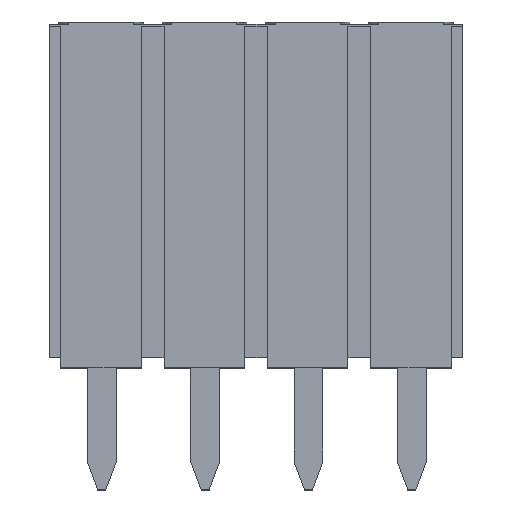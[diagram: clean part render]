
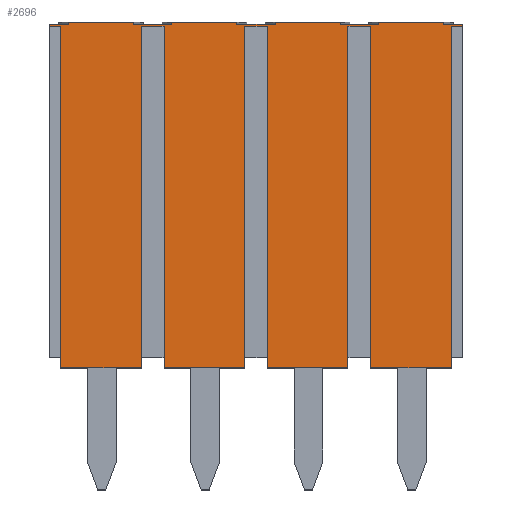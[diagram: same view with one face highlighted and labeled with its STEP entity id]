
A CAD part, top view. The second image highlights one B-rep face of the part: STEP entity #2696.
In plain terms, the highlighted planar face has unit normal (0, 0, 1).
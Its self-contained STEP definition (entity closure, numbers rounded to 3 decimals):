
#122=FACE_OUTER_BOUND('',#275,.T.);
#275=EDGE_LOOP('',(#2171,#2172,#2173,#2174,#2175,#2176,#2177,#2178,#2179,
#2180,#2181,#2182,#2183,#2184,#2185,#2186,#2187,#2188,#2189,#2190,#2191,
#2192,#2193,#2194,#2195,#2196,#2197,#2198,#2199,#2200,#2201,#2202,#2203,
#2204,#2205,#2206));
#348=LINE('',#3636,#724);
#354=LINE('',#3648,#730);
#359=LINE('',#3657,#735);
#364=LINE('',#3666,#740);
#382=LINE('',#3704,#758);
#392=LINE('',#3723,#768);
#397=LINE('',#3733,#773);
#403=LINE('',#3744,#779);
#407=LINE('',#3753,#783);
#424=LINE('',#3789,#800);
#429=LINE('',#3798,#805);
#434=LINE('',#3807,#810);
#452=LINE('',#3845,#828);
#462=LINE('',#3864,#838);
#467=LINE('',#3874,#843);
#473=LINE('',#3885,#849);
#477=LINE('',#3894,#853);
#494=LINE('',#3930,#870);
#499=LINE('',#3939,#875);
#504=LINE('',#3948,#880);
#522=LINE('',#3986,#898);
#532=LINE('',#4005,#908);
#537=LINE('',#4015,#913);
#543=LINE('',#4026,#919);
#547=LINE('',#4035,#923);
#568=LINE('',#4078,#944);
#574=LINE('',#4090,#950);
#591=LINE('',#4122,#967);
#594=LINE('',#4128,#970);
#596=LINE('',#4132,#972);
#597=LINE('',#4133,#973);
#598=LINE('',#4134,#974);
#599=LINE('',#4136,#975);
#600=LINE('',#4138,#976);
#601=LINE('',#4140,#977);
#602=LINE('',#4141,#978);
#724=VECTOR('',#2946,10.);
#730=VECTOR('',#2956,10.);
#735=VECTOR('',#2965,10.);
#740=VECTOR('',#2972,10.);
#758=VECTOR('',#3004,10.);
#768=VECTOR('',#3018,10.);
#773=VECTOR('',#3027,10.);
#779=VECTOR('',#3039,10.);
#783=VECTOR('',#3051,10.);
#800=VECTOR('',#3080,10.);
#805=VECTOR('',#3089,10.);
#810=VECTOR('',#3096,10.);
#828=VECTOR('',#3128,10.);
#838=VECTOR('',#3142,10.);
#843=VECTOR('',#3151,10.);
#849=VECTOR('',#3163,10.);
#853=VECTOR('',#3175,10.);
#870=VECTOR('',#3204,10.);
#875=VECTOR('',#3213,10.);
#880=VECTOR('',#3220,10.);
#898=VECTOR('',#3252,10.);
#908=VECTOR('',#3266,10.);
#913=VECTOR('',#3275,10.);
#919=VECTOR('',#3287,10.);
#923=VECTOR('',#3299,10.);
#944=VECTOR('',#3334,10.);
#950=VECTOR('',#3344,10.);
#967=VECTOR('',#3369,10.);
#970=VECTOR('',#3374,10.);
#972=VECTOR('',#3378,10.);
#973=VECTOR('',#3379,10.);
#974=VECTOR('',#3380,10.);
#975=VECTOR('',#3381,10.);
#976=VECTOR('',#3382,10.);
#977=VECTOR('',#3383,10.);
#978=VECTOR('',#3384,10.);
#1098=VERTEX_POINT('',#3633);
#1099=VERTEX_POINT('',#3635);
#1102=VERTEX_POINT('',#3645);
#1103=VERTEX_POINT('',#3647);
#1105=VERTEX_POINT('',#3656);
#1108=VERTEX_POINT('',#3664);
#1120=VERTEX_POINT('',#3702);
#1121=VERTEX_POINT('',#3703);
#1128=VERTEX_POINT('',#3721);
#1131=VERTEX_POINT('',#3730);
#1146=VERTEX_POINT('',#3786);
#1147=VERTEX_POINT('',#3788);
#1149=VERTEX_POINT('',#3797);
#1152=VERTEX_POINT('',#3805);
#1164=VERTEX_POINT('',#3843);
#1165=VERTEX_POINT('',#3844);
#1172=VERTEX_POINT('',#3862);
#1175=VERTEX_POINT('',#3871);
#1190=VERTEX_POINT('',#3927);
#1191=VERTEX_POINT('',#3929);
#1193=VERTEX_POINT('',#3938);
#1196=VERTEX_POINT('',#3946);
#1208=VERTEX_POINT('',#3984);
#1209=VERTEX_POINT('',#3985);
#1216=VERTEX_POINT('',#4003);
#1219=VERTEX_POINT('',#4012);
#1236=VERTEX_POINT('',#4075);
#1237=VERTEX_POINT('',#4077);
#1240=VERTEX_POINT('',#4087);
#1241=VERTEX_POINT('',#4089);
#1252=VERTEX_POINT('',#4121);
#1254=VERTEX_POINT('',#4127);
#1255=VERTEX_POINT('',#4131);
#1256=VERTEX_POINT('',#4135);
#1257=VERTEX_POINT('',#4137);
#1258=VERTEX_POINT('',#4139);
#1340=EDGE_CURVE('',#1099,#1098,#348,.T.);
#1346=EDGE_CURVE('',#1102,#1103,#354,.T.);
#1351=EDGE_CURVE('',#1105,#1099,#359,.T.);
#1356=EDGE_CURVE('',#1098,#1108,#364,.T.);
#1374=EDGE_CURVE('',#1120,#1121,#382,.T.);
#1384=EDGE_CURVE('',#1128,#1120,#392,.T.);
#1389=EDGE_CURVE('',#1103,#1131,#397,.T.);
#1395=EDGE_CURVE('',#1108,#1121,#403,.T.);
#1399=EDGE_CURVE('',#1102,#1105,#407,.T.);
#1416=EDGE_CURVE('',#1146,#1147,#424,.T.);
#1421=EDGE_CURVE('',#1131,#1149,#429,.T.);
#1426=EDGE_CURVE('',#1128,#1152,#434,.T.);
#1444=EDGE_CURVE('',#1164,#1165,#452,.T.);
#1454=EDGE_CURVE('',#1172,#1164,#462,.T.);
#1459=EDGE_CURVE('',#1147,#1175,#467,.T.);
#1465=EDGE_CURVE('',#1152,#1165,#473,.T.);
#1469=EDGE_CURVE('',#1146,#1149,#477,.T.);
#1486=EDGE_CURVE('',#1190,#1191,#494,.T.);
#1491=EDGE_CURVE('',#1175,#1193,#499,.T.);
#1496=EDGE_CURVE('',#1172,#1196,#504,.T.);
#1514=EDGE_CURVE('',#1208,#1209,#522,.T.);
#1524=EDGE_CURVE('',#1216,#1208,#532,.T.);
#1529=EDGE_CURVE('',#1191,#1219,#537,.T.);
#1535=EDGE_CURVE('',#1196,#1209,#543,.T.);
#1539=EDGE_CURVE('',#1190,#1193,#547,.T.);
#1560=EDGE_CURVE('',#1236,#1237,#568,.T.);
#1566=EDGE_CURVE('',#1241,#1240,#574,.T.);
#1583=EDGE_CURVE('',#1241,#1252,#591,.T.);
#1586=EDGE_CURVE('',#1219,#1254,#594,.T.);
#1588=EDGE_CURVE('',#1255,#1240,#596,.T.);
#1589=EDGE_CURVE('',#1237,#1255,#597,.T.);
#1590=EDGE_CURVE('',#1236,#1254,#598,.T.);
#1591=EDGE_CURVE('',#1216,#1256,#599,.T.);
#1592=EDGE_CURVE('',#1256,#1257,#600,.T.);
#1593=EDGE_CURVE('',#1258,#1257,#601,.T.);
#1594=EDGE_CURVE('',#1252,#1258,#602,.T.);
#2171=ORIENTED_EDGE('',*,*,#1566,.T.);
#2172=ORIENTED_EDGE('',*,*,#1588,.F.);
#2173=ORIENTED_EDGE('',*,*,#1589,.F.);
#2174=ORIENTED_EDGE('',*,*,#1560,.F.);
#2175=ORIENTED_EDGE('',*,*,#1590,.T.);
#2176=ORIENTED_EDGE('',*,*,#1586,.F.);
#2177=ORIENTED_EDGE('',*,*,#1529,.F.);
#2178=ORIENTED_EDGE('',*,*,#1486,.F.);
#2179=ORIENTED_EDGE('',*,*,#1539,.T.);
#2180=ORIENTED_EDGE('',*,*,#1491,.F.);
#2181=ORIENTED_EDGE('',*,*,#1459,.F.);
#2182=ORIENTED_EDGE('',*,*,#1416,.F.);
#2183=ORIENTED_EDGE('',*,*,#1469,.T.);
#2184=ORIENTED_EDGE('',*,*,#1421,.F.);
#2185=ORIENTED_EDGE('',*,*,#1389,.F.);
#2186=ORIENTED_EDGE('',*,*,#1346,.F.);
#2187=ORIENTED_EDGE('',*,*,#1399,.T.);
#2188=ORIENTED_EDGE('',*,*,#1351,.T.);
#2189=ORIENTED_EDGE('',*,*,#1340,.T.);
#2190=ORIENTED_EDGE('',*,*,#1356,.T.);
#2191=ORIENTED_EDGE('',*,*,#1395,.T.);
#2192=ORIENTED_EDGE('',*,*,#1374,.F.);
#2193=ORIENTED_EDGE('',*,*,#1384,.F.);
#2194=ORIENTED_EDGE('',*,*,#1426,.T.);
#2195=ORIENTED_EDGE('',*,*,#1465,.T.);
#2196=ORIENTED_EDGE('',*,*,#1444,.F.);
#2197=ORIENTED_EDGE('',*,*,#1454,.F.);
#2198=ORIENTED_EDGE('',*,*,#1496,.T.);
#2199=ORIENTED_EDGE('',*,*,#1535,.T.);
#2200=ORIENTED_EDGE('',*,*,#1514,.F.);
#2201=ORIENTED_EDGE('',*,*,#1524,.F.);
#2202=ORIENTED_EDGE('',*,*,#1591,.T.);
#2203=ORIENTED_EDGE('',*,*,#1592,.T.);
#2204=ORIENTED_EDGE('',*,*,#1593,.F.);
#2205=ORIENTED_EDGE('',*,*,#1594,.F.);
#2206=ORIENTED_EDGE('',*,*,#1583,.F.);
#2546=PLANE('',#2864);
#2696=ADVANCED_FACE('',(#122),#2546,.T.);
#2864=AXIS2_PLACEMENT_3D('',#4130,#3376,#3377);
#2946=DIRECTION('',(0.,1.,0.));
#2956=DIRECTION('',(-1.,0.,0.));
#2965=DIRECTION('',(1.,0.,0.));
#2972=DIRECTION('',(-1.,0.,0.));
#3004=DIRECTION('',(1.,0.,0.));
#3018=DIRECTION('',(0.,1.,0.));
#3027=DIRECTION('',(0.,1.,0.));
#3039=DIRECTION('',(0.,1.,0.));
#3051=DIRECTION('',(0.,1.,0.));
#3080=DIRECTION('',(-1.,0.,0.));
#3089=DIRECTION('',(-1.,0.,0.));
#3096=DIRECTION('',(-1.,0.,0.));
#3128=DIRECTION('',(1.,0.,0.));
#3142=DIRECTION('',(0.,1.,0.));
#3151=DIRECTION('',(0.,1.,0.));
#3163=DIRECTION('',(0.,1.,0.));
#3175=DIRECTION('',(0.,1.,0.));
#3204=DIRECTION('',(-1.,0.,0.));
#3213=DIRECTION('',(-1.,0.,0.));
#3220=DIRECTION('',(-1.,0.,0.));
#3252=DIRECTION('',(1.,0.,0.));
#3266=DIRECTION('',(0.,1.,0.));
#3275=DIRECTION('',(0.,1.,0.));
#3287=DIRECTION('',(0.,1.,0.));
#3299=DIRECTION('',(0.,1.,0.));
#3334=DIRECTION('',(-1.,0.,0.));
#3344=DIRECTION('',(0.,-1.,0.));
#3369=DIRECTION('',(1.,0.,0.));
#3374=DIRECTION('',(-1.,0.,0.));
#3376=DIRECTION('center_axis',(0.,0.,1.));
#3377=DIRECTION('ref_axis',(1.,0.,0.));
#3378=DIRECTION('',(-1.,0.,0.));
#3379=DIRECTION('',(0.,1.,0.));
#3380=DIRECTION('',(0.,1.,0.));
#3381=DIRECTION('',(-1.,0.,0.));
#3382=DIRECTION('',(0.,1.,0.));
#3383=DIRECTION('',(1.,0.,0.));
#3384=DIRECTION('',(0.,1.,0.));
#3633=CARTESIAN_POINT('',(10.14,8.45,2.5));
#3635=CARTESIAN_POINT('',(10.14,8.4,2.5));
#3636=CARTESIAN_POINT('',(10.14,0.,2.5));
#3645=CARTESIAN_POINT('',(9.86,0.,2.5));
#3647=CARTESIAN_POINT('',(7.88,0.,2.5));
#3648=CARTESIAN_POINT('',(10.16,0.,2.5));
#3656=CARTESIAN_POINT('',(9.86,8.4,2.5));
#3657=CARTESIAN_POINT('',(9.86,8.4,2.5));
#3664=CARTESIAN_POINT('',(9.67,8.45,2.5));
#3666=CARTESIAN_POINT('',(8.768,8.45,2.5));
#3702=CARTESIAN_POINT('',(8.07,8.5,2.5));
#3703=CARTESIAN_POINT('',(9.67,8.5,2.5));
#3704=CARTESIAN_POINT('',(10.16,8.5,2.5));
#3721=CARTESIAN_POINT('',(8.07,8.45,2.5));
#3723=CARTESIAN_POINT('',(8.07,4.25,2.5));
#3730=CARTESIAN_POINT('',(7.88,8.4,2.5));
#3733=CARTESIAN_POINT('',(7.88,2.125,2.5));
#3744=CARTESIAN_POINT('',(9.67,4.25,2.5));
#3753=CARTESIAN_POINT('',(9.86,2.125,2.5));
#3786=CARTESIAN_POINT('',(7.32,0.,2.5));
#3788=CARTESIAN_POINT('',(5.34,0.,2.5));
#3789=CARTESIAN_POINT('',(7.62,0.,2.5));
#3797=CARTESIAN_POINT('',(7.32,8.4,2.5));
#3798=CARTESIAN_POINT('',(7.88,8.4,2.5));
#3805=CARTESIAN_POINT('',(7.13,8.45,2.5));
#3807=CARTESIAN_POINT('',(6.228,8.45,2.5));
#3843=CARTESIAN_POINT('',(5.53,8.5,2.5));
#3844=CARTESIAN_POINT('',(7.13,8.5,2.5));
#3845=CARTESIAN_POINT('',(7.62,8.5,2.5));
#3862=CARTESIAN_POINT('',(5.53,8.45,2.5));
#3864=CARTESIAN_POINT('',(5.53,4.25,2.5));
#3871=CARTESIAN_POINT('',(5.34,8.4,2.5));
#3874=CARTESIAN_POINT('',(5.34,2.125,2.5));
#3885=CARTESIAN_POINT('',(7.13,4.25,2.5));
#3894=CARTESIAN_POINT('',(7.32,2.125,2.5));
#3927=CARTESIAN_POINT('',(4.78,0.,2.5));
#3929=CARTESIAN_POINT('',(2.8,0.,2.5));
#3930=CARTESIAN_POINT('',(5.08,0.,2.5));
#3938=CARTESIAN_POINT('',(4.78,8.4,2.5));
#3939=CARTESIAN_POINT('',(5.34,8.4,2.5));
#3946=CARTESIAN_POINT('',(4.59,8.45,2.5));
#3948=CARTESIAN_POINT('',(3.688,8.45,2.5));
#3984=CARTESIAN_POINT('',(2.99,8.5,2.5));
#3985=CARTESIAN_POINT('',(4.59,8.5,2.5));
#3986=CARTESIAN_POINT('',(5.08,8.5,2.5));
#4003=CARTESIAN_POINT('',(2.99,8.45,2.5));
#4005=CARTESIAN_POINT('',(2.99,4.25,2.5));
#4012=CARTESIAN_POINT('',(2.8,8.4,2.5));
#4015=CARTESIAN_POINT('',(2.8,2.125,2.5));
#4026=CARTESIAN_POINT('',(4.59,4.25,2.5));
#4035=CARTESIAN_POINT('',(4.78,2.125,2.5));
#4075=CARTESIAN_POINT('',(2.24,0.,2.5));
#4077=CARTESIAN_POINT('',(0.26,0.,2.5));
#4078=CARTESIAN_POINT('',(2.54,0.,2.5));
#4087=CARTESIAN_POINT('',(-0.02,8.4,2.5));
#4089=CARTESIAN_POINT('',(-0.02,8.45,2.5));
#4090=CARTESIAN_POINT('',(-0.02,0.,2.5));
#4121=CARTESIAN_POINT('',(0.45,8.45,2.5));
#4122=CARTESIAN_POINT('',(1.353,8.45,2.5));
#4127=CARTESIAN_POINT('',(2.24,8.4,2.5));
#4128=CARTESIAN_POINT('',(2.8,8.4,2.5));
#4130=CARTESIAN_POINT('Origin',(0.,0.,2.5));
#4131=CARTESIAN_POINT('',(0.26,8.4,2.5));
#4132=CARTESIAN_POINT('',(0.26,8.4,2.5));
#4133=CARTESIAN_POINT('',(0.26,2.125,2.5));
#4134=CARTESIAN_POINT('',(2.24,2.125,2.5));
#4135=CARTESIAN_POINT('',(2.05,8.45,2.5));
#4136=CARTESIAN_POINT('',(1.148,8.45,2.5));
#4137=CARTESIAN_POINT('',(2.05,8.5,2.5));
#4138=CARTESIAN_POINT('',(2.05,4.25,2.5));
#4139=CARTESIAN_POINT('',(0.45,8.5,2.5));
#4140=CARTESIAN_POINT('',(2.54,8.5,2.5));
#4141=CARTESIAN_POINT('',(0.45,4.25,2.5));
